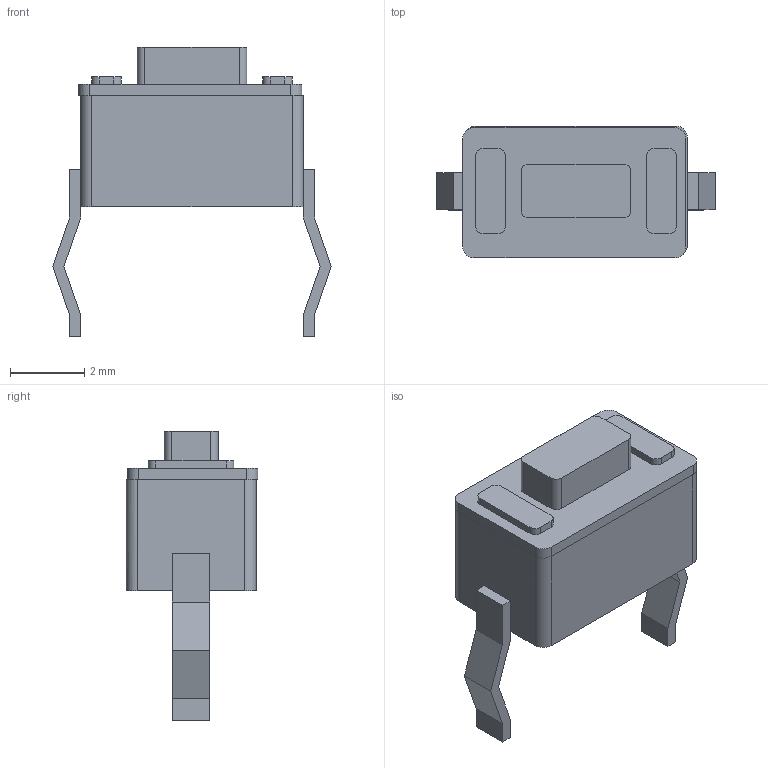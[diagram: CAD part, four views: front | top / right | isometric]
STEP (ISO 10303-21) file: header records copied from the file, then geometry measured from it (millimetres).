
FILE_DESCRIPTION(('FreeCAD Model'),'2;1');
FILE_SCHEMA(('AUTOMOTIVE_DESIGN { 1 0 10303 214 1 1 1 1 }'));
Length unit declared in the file: millimetre
Products named in the file (1): Group001
Bounding box: 7.5 x 3.55 x 7.8 mm (x, y, z)
Volume: 76.7 mm3; surface area: 135.8 mm2
Topology: 1 solids, 1 shells, 71 faces, 192 edges, 126 vertices
Faces by surface type: plane 51, cylinder 20
Entity records: 2733 total; most frequent: CARTESIAN_POINT 390, ORIENTED_EDGE 384, DIRECTION 380, EDGE_CURVE 192, LINE 148, VECTOR 148, VERTEX_POINT 126, AXIS2_PLACEMENT_3D 116
